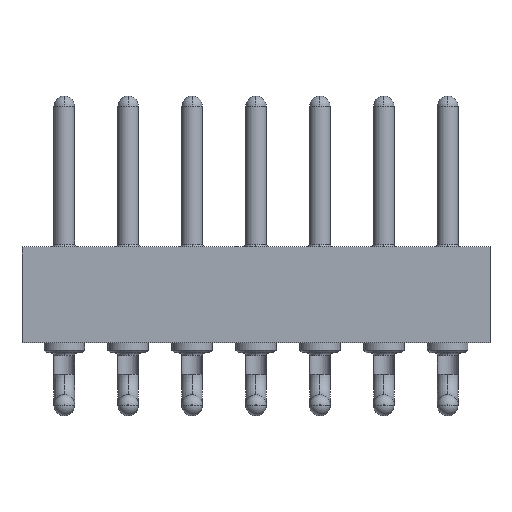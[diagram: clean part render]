
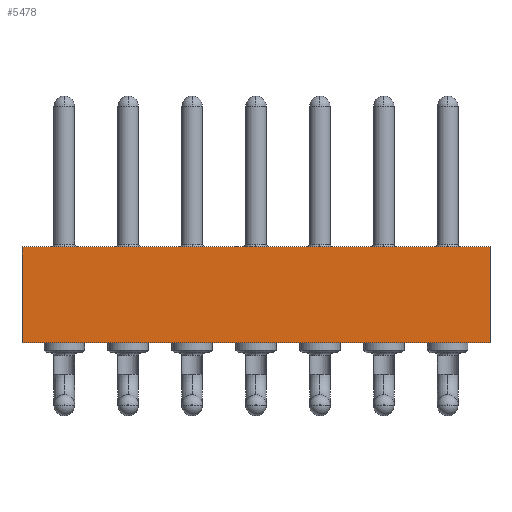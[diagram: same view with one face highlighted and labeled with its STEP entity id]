
A CAD part, top view. The second image highlights one B-rep face of the part: STEP entity #5478.
In plain terms, the highlighted planar face has unit normal (0, 0, 1).
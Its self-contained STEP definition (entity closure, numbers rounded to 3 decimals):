
#2774=VERTEX_POINT('',#6867);
#2900=EDGE_CURVE('',#3276,#3352,#7004,.T.);
#2940=VERTEX_POINT('',#7047);
#3276=VERTEX_POINT('',#7440);
#3352=VERTEX_POINT('',#7526);
#4156=EDGE_CURVE('',#2774,#3276,#8407,.T.);
#4270=EDGE_CURVE('',#3352,#2940,#8534,.T.);
#4654=EDGE_CURVE('',#2940,#2774,#8955,.T.);
#5478=ADVANCED_FACE('',(#9849),#9850,.T.);
#6867=CARTESIAN_POINT('',(-4.65,1.9,1.625));
#7004=LINE('',#11691,#11692);
#7047=CARTESIAN_POINT('',(4.65,1.9,1.625));
#7440=CARTESIAN_POINT('',(-4.65,0.0,1.625));
#7526=CARTESIAN_POINT('',(4.65,0.0,1.625));
#8407=LINE('',#13555,#13556);
#8534=LINE('',#13738,#13739);
#8955=LINE('',#14299,#14300);
#9849=FACE_OUTER_BOUND('',#15447,.T.);
#9850=PLANE('',#15448);
#11691=CARTESIAN_POINT('',(0.0,0.0,1.625));
#11692=VECTOR('',#17523,1.0);
#13555=CARTESIAN_POINT('',(-4.65,0.95,1.625));
#13556=VECTOR('',#19485,1.0);
#13738=CARTESIAN_POINT('',(4.65,0.95,1.625));
#13739=VECTOR('',#19645,1.0);
#14299=CARTESIAN_POINT('',(0.0,1.9,1.625));
#14300=VECTOR('',#20200,1.0);
#15447=EDGE_LOOP('',(#21333,#21334,#21335,#21336));
#15448=AXIS2_PLACEMENT_3D('',#21337,#21338,#21339);
#17523=DIRECTION('',(1.0,0.0,0.0));
#19485=DIRECTION('',(0.0,-1.0,0.0));
#19645=DIRECTION('',(0.0,1.0,0.0));
#20200=DIRECTION('',(-1.0,0.0,0.0));
#21333=ORIENTED_EDGE('',*,*,#4270,.T.);
#21334=ORIENTED_EDGE('',*,*,#4654,.T.);
#21335=ORIENTED_EDGE('',*,*,#4156,.T.);
#21336=ORIENTED_EDGE('',*,*,#2900,.T.);
#21337=CARTESIAN_POINT('',(0.0,0.95,1.625));
#21338=DIRECTION('',(0.0,0.0,1.0));
#21339=DIRECTION('',(1.0,0.0,0.0));
